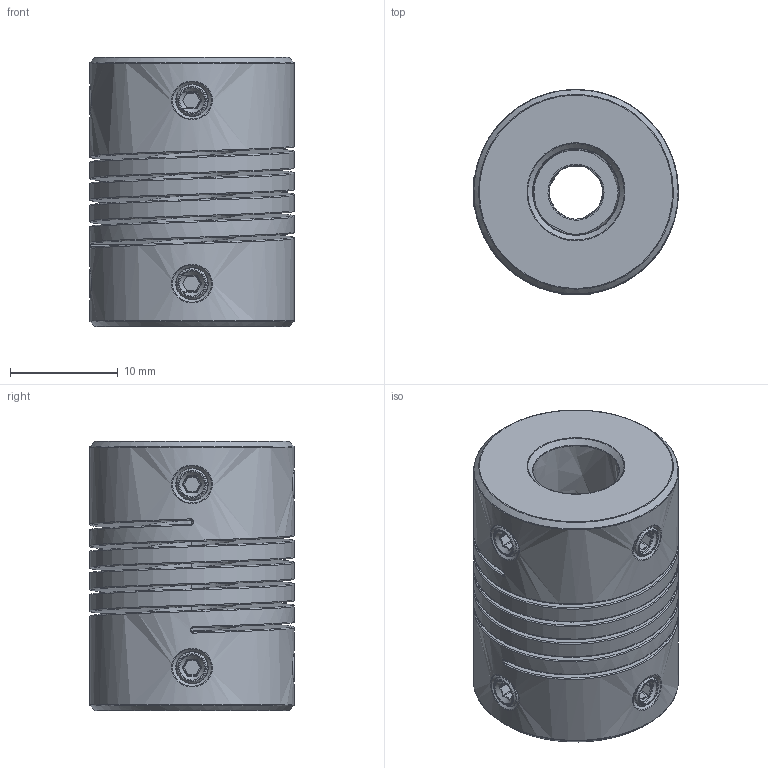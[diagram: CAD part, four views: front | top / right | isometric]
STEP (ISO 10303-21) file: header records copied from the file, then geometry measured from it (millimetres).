
FILE_DESCRIPTION ((), '1');
FILE_NAME ('coupler.stp', '2016-03-26T19:08:51', ('Unknown'), ('Unknown'), 'HarmonyWare STEP v1.7.11', 'HarmonyWare Translators', '');
FILE_SCHEMA (('CONFIG_CONTROL_DESIGN'));
Length unit declared in the file: millimetre
Products named in the file (7): coupler; screw
Bounding box: 19 x 19 x 25 mm (x, y, z)
Volume: 5492 mm3; surface area: 5062.2 mm2
Topology: 3 solids, 7 shells, 262 faces, 586 edges, 319 vertices
Faces by surface type: bspline 262
Entity records: 30588 total; most frequent: CARTESIAN_POINT 26805, ORIENTED_EDGE 1098, EDGE_CURVE 568, VERTEX_POINT 319, EDGE_LOOP 277, FACE_OUTER_BOUND 262, ADVANCED_FACE 262, B_SPLINE_CURVE_WITH_KNOTS 225
